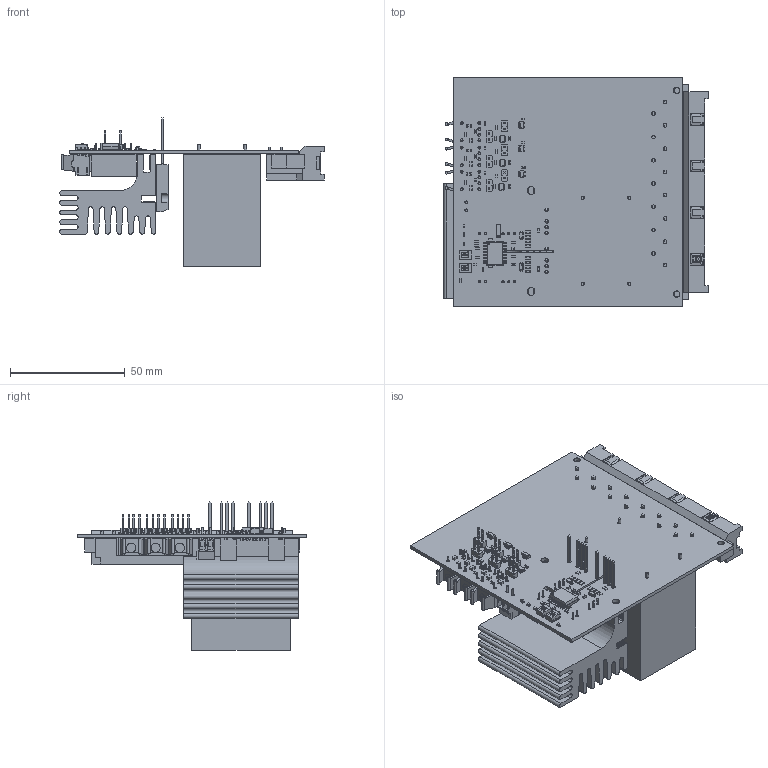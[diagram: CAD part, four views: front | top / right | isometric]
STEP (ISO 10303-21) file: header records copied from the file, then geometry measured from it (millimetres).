
FILE_DESCRIPTION(('KiCad electronic assembly'),'2;1');
FILE_NAME('HalfBridge_SiC.step','2024-10-29T09:56:04',('Pcbnew'),( 'Kicad'),'Open CASCADE STEP processor 7.8','KiCad to STEP converter' ,'Unknown');
FILE_SCHEMA(('AUTOMOTIVE_DESIGN { 1 0 10303 214 1 1 1 1 }'));
Length unit declared in the file: millimetre
Products named in the file (48): HalfBridge_SiC 1; D_SOD-123; D_SOD_123; R_0603_1608Metric; C_0603_1608Metric; LED_0603_1608Metric; C_0805_2012Metric; SOT-23-6; SOT_23_6; SOIC-16W_7.5x10.3mm_P1.27mm; SOIC_16W_75x103mm_P127mm; R_0805_2012Metric; SOT-23-5; SOT_23_5; PinHeader_1x02_P2.54mm_Vertical; PinHeader_1x02_P254mm_Vertical; CAS-D20A1; L_0603_1608Metric; C4AUNBW5220M3PJ; CFP_RB4_42X48X33_L43H49T34S37.5S120.3LL4F1.25; Broadcom_AFBR-16xxZ_Horizontal; T1M-02-F-SV-L-P; T1M-02-F-SV-L; SK 687 50 SK; sk687; TerminalBlock_Phoenix_PT-1,5-2-3.5-H_1x02_P3.50mm_Horizontal; TerminalBlock_Phoenix_PT_15_2_35_H_1x02_P350mm_Horizontal; TO-247-4_Vertical; RKZ_xx2005D; RKZ-xx2005D_case; RKZ-xx2005D_pin1(+Vin); RKZ-xx2005D_pin7(+Vout); RKZ-xx2005D_pin5(-Vout); RKZ-xx2005D_pin6(Com); RKZ-xx2005D_pin2(-Vin); RKZ-xx2005D_potting; c-413638-e-c-3d; C-413638-E; HalfBridge_SiC_PCB
Assembly tree (121 placements, depth 3):
  HalfBridge_SiC 1
    D_SOD-123  x2
      D_SOD_123
    R_0603_1608Metric  x17
      R_0603_1608Metric
    C_0603_1608Metric  x18
      C_0603_1608Metric
    LED_0603_1608Metric  x4
      LED_0603_1608Metric
    C_0805_2012Metric  x12
      C_0805_2012Metric
    SOT-23-6  x3
      SOT_23_6
    SOIC-16W_7.5x10.3mm_P1.27mm
      SOIC_16W_75x103mm_P127mm
    R_0805_2012Metric  x10
      R_0805_2012Metric
    SOT-23-5  x3
      SOT_23_5
    PinHeader_1x02_P2.54mm_Vertical  x6
      PinHeader_1x02_P254mm_Vertical
    CAS-D20A1  x2
      CAS-D20A1
    L_0603_1608Metric  x4
      L_0603_1608Metric
    C4AUNBW5220M3PJ
      CFP_RB4_42X48X33_L43H49T34S37.5S120.3LL4F1.25
    Broadcom_AFBR-16xxZ_Horizontal  x3
      Broadcom_AFBR-16xxZ_Horizontal
    T1M-02-F-SV-L-P
      T1M-02-F-SV-L
    SK 687 50 SK
      sk687
    TerminalBlock_Phoenix_PT-1,5-2-3.5-H_1x02_P3.50mm_Horizontal
      TerminalBlock_Phoenix_PT_15_2_35_H_1x02_P350mm_Horizontal
    TO-247-4_Vertical  x2
      TO-247-4_Vertical
    RKZ_xx2005D  x2
      RKZ-xx2005D_case
      RKZ-xx2005D_pin1(+Vin)
      RKZ-xx2005D_pin7(+Vout)
      RKZ-xx2005D_pin5(-Vout)
      RKZ-xx2005D_pin6(Com)
      RKZ-xx2005D_pin2(-Vin)
      RKZ-xx2005D_potting
    c-413638-e-c-3d
      C-413638-E
    HalfBridge_SiC_PCB
Bounding box: 115.44 x 100 x 64.83 mm (x, y, z)
Volume: 147400.8 mm3; surface area: 73393.9 mm2
Topology: 116 solids, 116 shells, 5461 faces, 14267 edges, 9246 vertices
Faces by surface type: plane 3908, cylinder 1276, bspline 269, cone 8
Full cylindrical faces by diameter (mm): 0.5 x2, 0.6 x1, 0.9 x2, 1 x22, 1.2 x20, 1.4 x4, 1.5 x8, 1.6 x15, 2.7 x2, 2.8 x2, 2.9 x2, 3.4 x2, 3.61 x2, 4 x3, 7.19 x2, 7.4 x2
Entity records: 86577 total; most frequent: CARTESIAN_POINT 14073, ORIENTED_EDGE 13014, DIRECTION 12209, EDGE_CURVE 6507, LINE 5337, VECTOR 5337, VERTEX_POINT 4222, AXIS2_PLACEMENT_3D 3436
